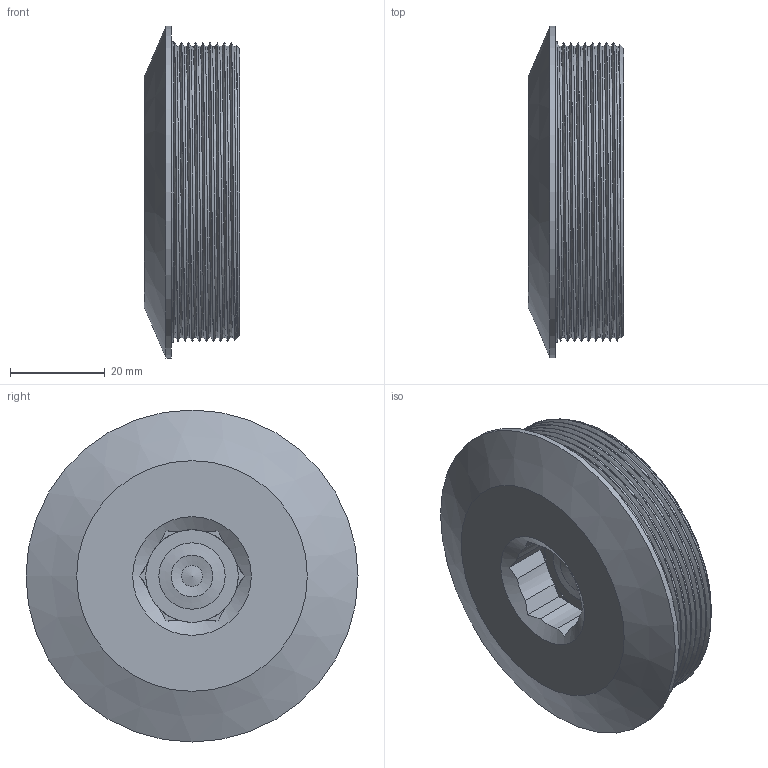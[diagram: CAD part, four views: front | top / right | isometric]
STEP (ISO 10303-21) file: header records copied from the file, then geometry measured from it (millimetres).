
FILE_DESCRIPTION(/* description */ ('VSS-Innensechskant M 63x1,5'),/* implementation_level */ '2;1');
FILE_NAME(/* name */ 'CQA1700YXN-RST.stp',/* time_stamp */ '2021-03-30T11:20:07+02:00',/* author */ ('sl'),/* organization */ (''),/* preprocessor_version */ 'ST-DEVELOPER v16.5',/* originating_system */ 'Autodesk Inventor 2017',/* authorisation */ '');
FILE_SCHEMA (('AUTOMOTIVE_DESIGN { 1 0 10303 214 3 1 1 }'));
Length unit declared in the file: millimetre
Products named in the file (1): CQA1700YXN
Bounding box: 20.1 x 70 x 70 mm (x, y, z)
Volume: 57268.6 mm3; surface area: 12887.1 mm2
Topology: 1 solids, 1 shells, 37 faces, 91 edges, 59 vertices
Faces by surface type: cylinder 18, plane 11, cone 6, bspline 2
Full cylindrical faces by diameter (mm): 14 x1, 19.5 x1, 63.4 x1, 70 x1
Entity records: 2769 total; most frequent: CARTESIAN_POINT 1929, DIRECTION 170, ORIENTED_EDGE 156, EDGE_CURVE 78, AXIS2_PLACEMENT_3D 76, VERTEX_POINT 56, EDGE_LOOP 50, CIRCLE 40
